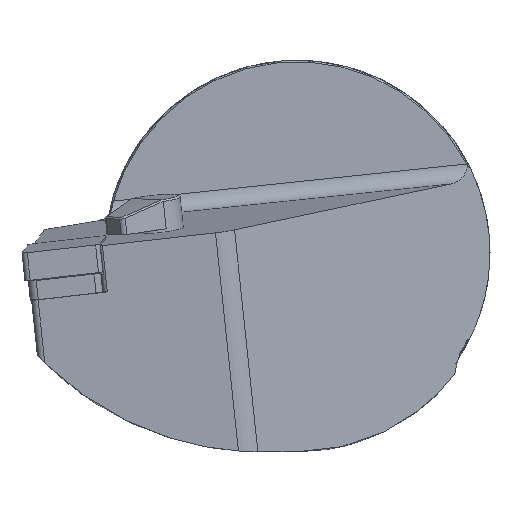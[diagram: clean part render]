
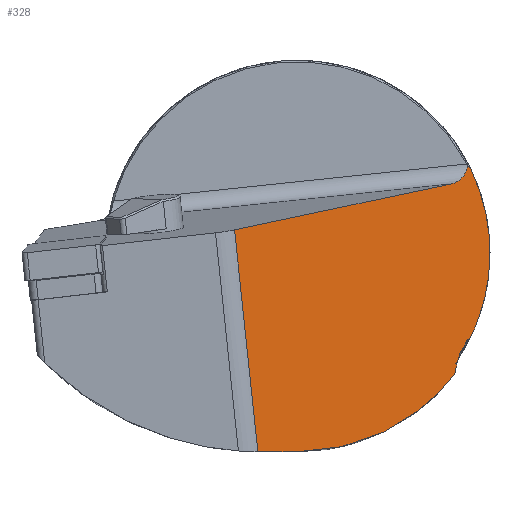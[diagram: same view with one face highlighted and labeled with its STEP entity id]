
A CAD part, left-side view. The second image highlights one B-rep face of the part: STEP entity #328.
In plain terms, the highlighted planar face has unit normal (-0.703, -0.711, 0).
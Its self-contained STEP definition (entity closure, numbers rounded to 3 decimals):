
#185=ELLIPSE('',#1961,71.1,50.);
#186=ELLIPSE('',#1962,46.215,32.5);
#187=ELLIPSE('',#1963,44.438,31.25);
#188=ELLIPSE('',#1964,32.344,18.468);
#189=ELLIPSE('',#1965,44.793,31.5);
#190=ELLIPSE('',#1966,32.344,18.468);
#191=ELLIPSE('',#1967,44.438,31.25);
#192=ELLIPSE('',#1968,4.243,3.);
#238=B_SPLINE_CURVE_WITH_KNOTS('',3,(#2752,#2753,#2754,#2755),
 .UNSPECIFIED.,.F.,.F.,(4,4),(0.,1.),.UNSPECIFIED.);
#239=B_SPLINE_CURVE_WITH_KNOTS('',3,(#2757,#2758,#2759,#2760,#2761,#2762,
#2763),.UNSPECIFIED.,.F.,.F.,(4,3,4),(0.,0.503,1.),
 .UNSPECIFIED.);
#328=ADVANCED_FACE('',(#488),#430,.F.);
#430=PLANE('',#1969);
#488=FACE_OUTER_BOUND('',#583,.T.);
#583=EDGE_LOOP('',(#1019,#1020,#1021,#1022,#1023,#1024,#1025,#1026,#1027,
#1028,#1029,#1030,#1031));
#713=LINE('',#2711,#841);
#722=LINE('',#2748,#850);
#723=LINE('',#2776,#851);
#841=VECTOR('',#2176,1.);
#850=VECTOR('',#2199,1.);
#851=VECTOR('',#2214,1.);
#1019=ORIENTED_EDGE('',*,*,#1652,.T.);
#1020=ORIENTED_EDGE('',*,*,#1653,.T.);
#1021=ORIENTED_EDGE('',*,*,#1654,.T.);
#1022=ORIENTED_EDGE('',*,*,#1655,.F.);
#1023=ORIENTED_EDGE('',*,*,#1656,.F.);
#1024=ORIENTED_EDGE('',*,*,#1657,.F.);
#1025=ORIENTED_EDGE('',*,*,#1658,.F.);
#1026=ORIENTED_EDGE('',*,*,#1659,.F.);
#1027=ORIENTED_EDGE('',*,*,#1660,.F.);
#1028=ORIENTED_EDGE('',*,*,#1661,.F.);
#1029=ORIENTED_EDGE('',*,*,#1662,.F.);
#1030=ORIENTED_EDGE('',*,*,#1639,.F.);
#1031=ORIENTED_EDGE('',*,*,#1663,.T.);
#1465=VERTEX_POINT('',#2710);
#1466=VERTEX_POINT('',#2712);
#1475=VERTEX_POINT('',#2746);
#1476=VERTEX_POINT('',#2747);
#1477=VERTEX_POINT('',#2749);
#1478=VERTEX_POINT('',#2751);
#1479=VERTEX_POINT('',#2756);
#1480=VERTEX_POINT('',#2764);
#1481=VERTEX_POINT('',#2766);
#1482=VERTEX_POINT('',#2768);
#1483=VERTEX_POINT('',#2770);
#1484=VERTEX_POINT('',#2772);
#1485=VERTEX_POINT('',#2774);
#1639=EDGE_CURVE('',#1465,#1466,#713,.T.);
#1652=EDGE_CURVE('',#1475,#1476,#185,.T.);
#1653=EDGE_CURVE('',#1476,#1477,#722,.T.);
#1654=EDGE_CURVE('',#1477,#1478,#186,.T.);
#1655=EDGE_CURVE('',#1479,#1478,#238,.T.);
#1656=EDGE_CURVE('',#1480,#1479,#239,.T.);
#1657=EDGE_CURVE('',#1481,#1480,#187,.T.);
#1658=EDGE_CURVE('',#1482,#1481,#188,.T.);
#1659=EDGE_CURVE('',#1483,#1482,#189,.T.);
#1660=EDGE_CURVE('',#1484,#1483,#190,.T.);
#1661=EDGE_CURVE('',#1485,#1484,#191,.T.);
#1662=EDGE_CURVE('',#1466,#1485,#192,.T.);
#1663=EDGE_CURVE('',#1465,#1475,#723,.T.);
#1961=AXIS2_PLACEMENT_3D('',#2745,#2197,#2198);
#1962=AXIS2_PLACEMENT_3D('',#2750,#2200,#2201);
#1963=AXIS2_PLACEMENT_3D('',#2765,#2202,#2203);
#1964=AXIS2_PLACEMENT_3D('',#2767,#2204,#2205);
#1965=AXIS2_PLACEMENT_3D('',#2769,#2206,#2207);
#1966=AXIS2_PLACEMENT_3D('',#2771,#2208,#2209);
#1967=AXIS2_PLACEMENT_3D('',#2773,#2210,#2211);
#1968=AXIS2_PLACEMENT_3D('',#2775,#2212,#2213);
#1969=AXIS2_PLACEMENT_3D('',#2777,#2215,#2216);
#2176=DIRECTION('',(0.703,-0.696,0.147));
#2197=DIRECTION('',(-0.703,-0.711,0.));
#2198=DIRECTION('',(-0.711,0.703,0.));
#2199=DIRECTION('',(0.711,-0.703,0.));
#2200=DIRECTION('',(-0.703,-0.711,0.));
#2201=DIRECTION('',(-0.711,0.703,0.));
#2202=DIRECTION('',(0.703,0.711,0.));
#2203=DIRECTION('',(-0.711,0.703,0.));
#2204=DIRECTION('',(0.703,0.711,0.));
#2205=DIRECTION('',(0.711,-0.703,0.));
#2206=DIRECTION('',(0.703,0.711,0.));
#2207=DIRECTION('',(-0.711,0.703,0.));
#2208=DIRECTION('',(0.703,0.711,0.));
#2209=DIRECTION('',(0.711,-0.703,0.));
#2210=DIRECTION('',(0.703,0.711,0.));
#2211=DIRECTION('',(-0.711,0.703,0.));
#2212=DIRECTION('',(-0.703,-0.711,0.));
#2213=DIRECTION('',(0.703,-0.696,0.147));
#2214=DIRECTION('',(0.105,-0.104,-0.989));
#2215=DIRECTION('',(0.703,0.711,0.));
#2216=DIRECTION('',(0.711,-0.703,0.));
#2710=CARTESIAN_POINT('',(4.478,10.259,3.772));
#2711=CARTESIAN_POINT('',(62.752,-47.375,15.988));
#2712=CARTESIAN_POINT('',(40.314,-25.183,11.284));
#2745=CARTESIAN_POINT('',(8.791,6.,17.5));
#2746=CARTESIAN_POINT('',(8.311,6.447,-32.498));
#2747=CARTESIAN_POINT('',(8.762,6.,-32.5));
#2748=CARTESIAN_POINT('',(59.975,-44.656,-32.5));
#2749=CARTESIAN_POINT('',(14.828,0.,-32.5));
#2750=CARTESIAN_POINT('',(14.847,0.,0.));
#2751=CARTESIAN_POINT('',(40.816,-25.699,-19.896));
#2752=CARTESIAN_POINT('',(41.307,-26.183,-17.782));
#2753=CARTESIAN_POINT('',(41.151,-26.028,-18.491));
#2754=CARTESIAN_POINT('',(40.987,-25.867,-19.196));
#2755=CARTESIAN_POINT('',(40.816,-25.699,-19.896));
#2756=CARTESIAN_POINT('',(41.307,-26.183,-17.782));
#2757=CARTESIAN_POINT('',(42.,-26.867,-15.96));
#2758=CARTESIAN_POINT('',(41.84,-26.709,-16.226));
#2759=CARTESIAN_POINT('',(41.707,-26.577,-16.523));
#2760=CARTESIAN_POINT('',(41.591,-26.463,-16.831));
#2761=CARTESIAN_POINT('',(41.477,-26.35,-17.135));
#2762=CARTESIAN_POINT('',(41.38,-26.254,-17.453));
#2763=CARTESIAN_POINT('',(41.307,-26.183,-17.782));
#2764=CARTESIAN_POINT('',(42.,-26.867,-15.96));
#2765=CARTESIAN_POINT('',(14.847,0.,0.));
#2766=CARTESIAN_POINT('',(43.,-27.855,-14.165));
#2767=CARTESIAN_POINT('',(28.269,-13.276,0.008));
#2768=CARTESIAN_POINT('',(43.433,-28.283,-13.868));
#2769=CARTESIAN_POINT('',(14.847,0.,0.));
#2770=CARTESIAN_POINT('',(43.433,-28.267,13.9));
#2771=CARTESIAN_POINT('',(28.269,-13.276,0.008));
#2772=CARTESIAN_POINT('',(43.,-27.839,14.197));
#2773=CARTESIAN_POINT('',(14.847,0.,0.));
#2774=CARTESIAN_POINT('',(42.982,-27.821,14.232));
#2775=CARTESIAN_POINT('',(40.,-24.872,14.251));
#2776=CARTESIAN_POINT('',(1.722,12.999,29.844));
#2777=CARTESIAN_POINT('',(59.996,-44.635,42.06));
